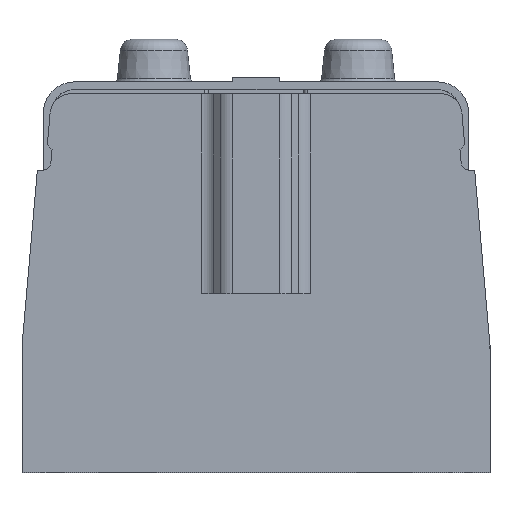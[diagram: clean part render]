
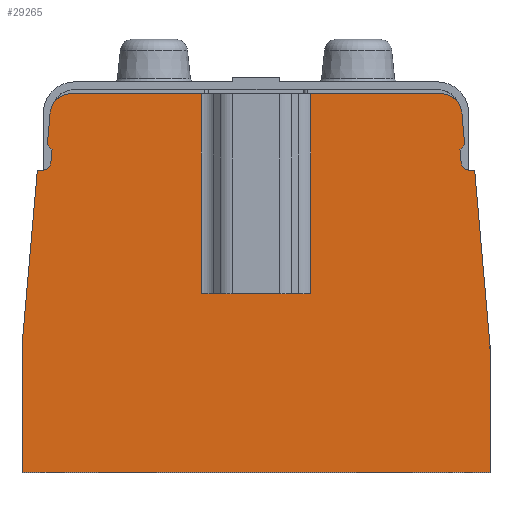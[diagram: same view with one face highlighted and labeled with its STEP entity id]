
A CAD part, top view. The second image highlights one B-rep face of the part: STEP entity #29265.
In plain terms, the highlighted planar face has unit normal (0, 0, 1).
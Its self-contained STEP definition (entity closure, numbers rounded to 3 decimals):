
#281=DIRECTION('',(-1.,0.,0.));
#282=VECTOR('',#281,30.562);
#283=CARTESIAN_POINT('',(43.419,44.5,21.));
#284=LINE('',#283,#282);
#313=DIRECTION('',(-1.,0.,0.));
#314=VECTOR('',#313,30.562);
#315=CARTESIAN_POINT('',(-12.857,44.5,21.));
#316=LINE('',#315,#314);
#970=DIRECTION('',(0.,-1.,0.));
#971=VECTOR('',#970,29.852);
#972=CARTESIAN_POINT('',(-55.,-14.648,21.));
#973=LINE('',#972,#971);
#1045=DIRECTION('',(1.,0.,0.));
#1046=VECTOR('',#1045,110.);
#1047=CARTESIAN_POINT('',(-55.,-44.5,21.));
#1048=LINE('',#1047,#1046);
#11210=DIRECTION('',(0.,1.,0.));
#11211=VECTOR('',#11210,29.852);
#11212=CARTESIAN_POINT('',(55.,-44.5,21.));
#11213=LINE('',#11212,#11211);
#11230=CARTESIAN_POINT('',(43.419,39.5,21.));
#11231=DIRECTION('',(0.,0.,-1.));
#11232=DIRECTION('',(0.,1.,0.));
#11233=AXIS2_PLACEMENT_3D('',#11230,#11231,#11232);
#11235=DIRECTION('',(0.087,-0.996,0.));
#11236=VECTOR('',#11235,7.464);
#11237=CARTESIAN_POINT('',(48.4,39.936,21.));
#11238=LINE('',#11237,#11236);
#11239=DIRECTION('',(-0.707,-0.707,0.));
#11240=VECTOR('',#11239,1.566);
#11241=CARTESIAN_POINT('',(49.05,32.5,21.));
#11242=LINE('',#11241,#11240);
#11243=DIRECTION('',(0.087,-0.996,0.));
#11244=VECTOR('',#11243,3.078);
#11245=CARTESIAN_POINT('',(47.943,31.392,21.));
#11246=LINE('',#11245,#11244);
#11247=CARTESIAN_POINT('',(50.203,28.5,21.));
#11248=DIRECTION('',(0.,0.,1.));
#11249=DIRECTION('',(-0.996,-0.087,0.));
#11250=AXIS2_PLACEMENT_3D('',#11247,#11248,#11249);
#11252=DIRECTION('',(0.087,-0.996,0.));
#11253=VECTOR('',#11252,41.306);
#11254=CARTESIAN_POINT('',(51.401,26.5,21.));
#11255=LINE('',#11254,#11253);
#11256=DIRECTION('',(0.087,0.996,0.));
#11257=VECTOR('',#11256,41.306);
#11258=CARTESIAN_POINT('',(-55.,-14.648,21.));
#11259=LINE('',#11258,#11257);
#11260=CARTESIAN_POINT('',(-50.203,28.5,21.));
#11261=DIRECTION('',(0.,0.,1.));
#11262=DIRECTION('',(0.,-1.,0.));
#11263=AXIS2_PLACEMENT_3D('',#11260,#11261,#11262);
#11265=DIRECTION('',(0.087,0.996,0.));
#11266=VECTOR('',#11265,3.078);
#11267=CARTESIAN_POINT('',(-48.21,28.326,21.));
#11268=LINE('',#11267,#11266);
#11269=DIRECTION('',(-0.707,0.707,0.));
#11270=VECTOR('',#11269,1.566);
#11271=CARTESIAN_POINT('',(-47.942,31.392,21.));
#11272=LINE('',#11271,#11270);
#11273=DIRECTION('',(0.087,0.996,0.));
#11274=VECTOR('',#11273,7.464);
#11275=CARTESIAN_POINT('',(-49.05,32.5,21.));
#11276=LINE('',#11275,#11274);
#11277=CARTESIAN_POINT('',(-43.418,39.5,21.));
#11278=DIRECTION('',(0.,0.,-1.));
#11279=DIRECTION('',(-0.996,0.087,0.));
#11280=AXIS2_PLACEMENT_3D('',#11277,#11278,#11279);
#11282=DIRECTION('',(-1.,0.,0.));
#11283=VECTOR('',#11282,25.714);
#11284=CARTESIAN_POINT('',(12.857,-2.5,21.));
#11285=LINE('',#11284,#11283);
#11314=DIRECTION('',(0.,1.,0.));
#11315=VECTOR('',#11314,47.);
#11316=CARTESIAN_POINT('',(-12.857,-2.5,21.));
#11317=LINE('',#11316,#11315);
#11350=DIRECTION('',(0.,-1.,0.));
#11351=VECTOR('',#11350,47.);
#11352=CARTESIAN_POINT('',(12.857,44.5,21.));
#11353=LINE('',#11352,#11351);
#11449=DIRECTION('',(-1.,0.,0.));
#11450=VECTOR('',#11449,1.197);
#11451=CARTESIAN_POINT('',(-50.203,26.5,21.));
#11452=LINE('',#11451,#11450);
#11985=DIRECTION('',(-1.,0.,0.));
#11986=VECTOR('',#11985,1.197);
#11987=CARTESIAN_POINT('',(51.401,26.5,21.));
#11988=LINE('',#11987,#11986);
#12841=CARTESIAN_POINT('',(12.857,-2.5,21.));
#12842=CARTESIAN_POINT('',(-12.857,-2.5,21.));
#12843=VERTEX_POINT('',#12841);
#12844=VERTEX_POINT('',#12842);
#12845=CARTESIAN_POINT('',(12.857,44.5,21.));
#12846=VERTEX_POINT('',#12845);
#12847=CARTESIAN_POINT('',(43.419,44.5,21.));
#12848=VERTEX_POINT('',#12847);
#12849=CARTESIAN_POINT('',(48.4,39.936,21.));
#12850=VERTEX_POINT('',#12849);
#12851=CARTESIAN_POINT('',(49.05,32.5,21.));
#12852=VERTEX_POINT('',#12851);
#12853=CARTESIAN_POINT('',(47.943,31.392,21.));
#12854=VERTEX_POINT('',#12853);
#12855=CARTESIAN_POINT('',(48.211,28.326,21.));
#12856=VERTEX_POINT('',#12855);
#12857=CARTESIAN_POINT('',(50.203,26.5,21.));
#12858=VERTEX_POINT('',#12857);
#12859=CARTESIAN_POINT('',(51.401,26.5,21.));
#12860=VERTEX_POINT('',#12859);
#12861=CARTESIAN_POINT('',(55.,-14.648,21.));
#12862=VERTEX_POINT('',#12861);
#12863=CARTESIAN_POINT('',(55.,-44.5,21.));
#12864=VERTEX_POINT('',#12863);
#12865=CARTESIAN_POINT('',(-55.,-44.5,21.));
#12866=VERTEX_POINT('',#12865);
#12867=CARTESIAN_POINT('',(-55.,-14.648,21.));
#12868=VERTEX_POINT('',#12867);
#12869=CARTESIAN_POINT('',(-51.4,26.5,21.));
#12870=VERTEX_POINT('',#12869);
#12871=CARTESIAN_POINT('',(-50.203,26.5,21.));
#12872=VERTEX_POINT('',#12871);
#12873=CARTESIAN_POINT('',(-48.21,28.326,21.));
#12874=VERTEX_POINT('',#12873);
#12875=CARTESIAN_POINT('',(-47.942,31.392,21.));
#12876=VERTEX_POINT('',#12875);
#12877=CARTESIAN_POINT('',(-49.05,32.5,21.));
#12878=VERTEX_POINT('',#12877);
#12879=CARTESIAN_POINT('',(-48.399,39.936,21.));
#12880=VERTEX_POINT('',#12879);
#12881=CARTESIAN_POINT('',(-43.418,44.5,21.));
#12882=VERTEX_POINT('',#12881);
#12883=CARTESIAN_POINT('',(-12.857,44.5,21.));
#12884=VERTEX_POINT('',#12883);
#29219=CARTESIAN_POINT('',(0.,0.,21.));
#29220=DIRECTION('',(0.,0.,1.));
#29221=DIRECTION('',(-1.,0.,0.));
#29222=AXIS2_PLACEMENT_3D('',#29219,#29220,#29221);
#29223=PLANE('',#29222);
#29225=ORIENTED_EDGE('',*,*,#29224,.F.);
#29227=ORIENTED_EDGE('',*,*,#29226,.F.);
#29228=ORIENTED_EDGE('',*,*,#16004,.F.);
#29230=ORIENTED_EDGE('',*,*,#29229,.T.);
#29232=ORIENTED_EDGE('',*,*,#29231,.T.);
#29234=ORIENTED_EDGE('',*,*,#29233,.T.);
#29236=ORIENTED_EDGE('',*,*,#29235,.T.);
#29238=ORIENTED_EDGE('',*,*,#29237,.T.);
#29240=ORIENTED_EDGE('',*,*,#29239,.F.);
#29242=ORIENTED_EDGE('',*,*,#29241,.T.);
#29243=ORIENTED_EDGE('',*,*,#29206,.F.);
#29244=ORIENTED_EDGE('',*,*,#17035,.F.);
#29245=ORIENTED_EDGE('',*,*,#16968,.F.);
#29247=ORIENTED_EDGE('',*,*,#29246,.T.);
#29249=ORIENTED_EDGE('',*,*,#29248,.F.);
#29251=ORIENTED_EDGE('',*,*,#29250,.T.);
#29253=ORIENTED_EDGE('',*,*,#29252,.T.);
#29255=ORIENTED_EDGE('',*,*,#29254,.T.);
#29257=ORIENTED_EDGE('',*,*,#29256,.T.);
#29259=ORIENTED_EDGE('',*,*,#29258,.T.);
#29260=ORIENTED_EDGE('',*,*,#16020,.F.);
#29262=ORIENTED_EDGE('',*,*,#29261,.F.);
#29263=EDGE_LOOP('',(#29225,#29227,#29228,#29230,#29232,#29234,#29236,#29238,
#29240,#29242,#29243,#29244,#29245,#29247,#29249,#29251,#29253,#29255,#29257,
#29259,#29260,#29262));
#29264=FACE_OUTER_BOUND('',#29263,.F.);
#11234=CIRCLE('',#11233,5.);
#11251=CIRCLE('',#11250,2.);
#11264=CIRCLE('',#11263,2.);
#11281=CIRCLE('',#11280,5.);
#16004=EDGE_CURVE('',#12848,#12846,#284,.T.);
#16020=EDGE_CURVE('',#12884,#12882,#316,.T.);
#16968=EDGE_CURVE('',#12868,#12866,#973,.T.);
#17035=EDGE_CURVE('',#12866,#12864,#1048,.T.);
#29206=EDGE_CURVE('',#12864,#12862,#11213,.T.);
#29224=EDGE_CURVE('',#12843,#12844,#11285,.T.);
#29226=EDGE_CURVE('',#12846,#12843,#11353,.T.);
#29229=EDGE_CURVE('',#12848,#12850,#11234,.T.);
#29231=EDGE_CURVE('',#12850,#12852,#11238,.T.);
#29233=EDGE_CURVE('',#12852,#12854,#11242,.T.);
#29235=EDGE_CURVE('',#12854,#12856,#11246,.T.);
#29237=EDGE_CURVE('',#12856,#12858,#11251,.T.);
#29239=EDGE_CURVE('',#12860,#12858,#11988,.T.);
#29241=EDGE_CURVE('',#12860,#12862,#11255,.T.);
#29246=EDGE_CURVE('',#12868,#12870,#11259,.T.);
#29248=EDGE_CURVE('',#12872,#12870,#11452,.T.);
#29250=EDGE_CURVE('',#12872,#12874,#11264,.T.);
#29252=EDGE_CURVE('',#12874,#12876,#11268,.T.);
#29254=EDGE_CURVE('',#12876,#12878,#11272,.T.);
#29256=EDGE_CURVE('',#12878,#12880,#11276,.T.);
#29258=EDGE_CURVE('',#12880,#12882,#11281,.T.);
#29261=EDGE_CURVE('',#12844,#12884,#11317,.T.);
#29265=ADVANCED_FACE('',(#29264),#29223,.T.);
